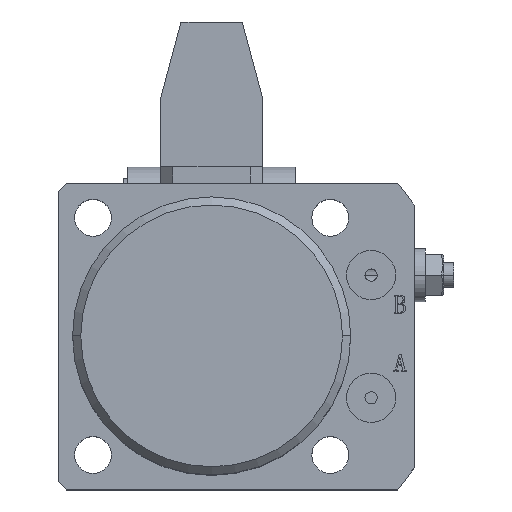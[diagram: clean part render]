
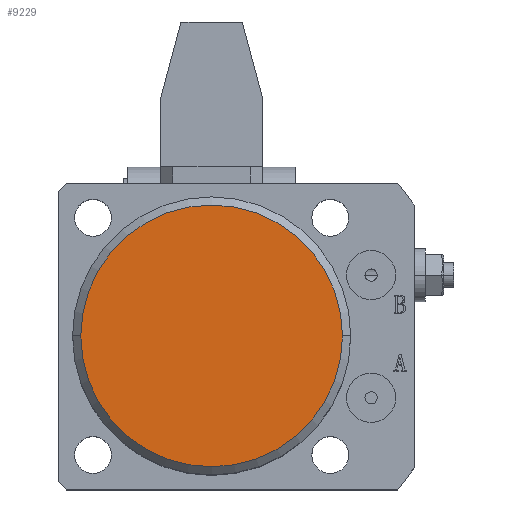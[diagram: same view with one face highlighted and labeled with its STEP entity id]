
A CAD part, top view. The second image highlights one B-rep face of the part: STEP entity #9229.
In plain terms, the highlighted planar face has unit normal (0, 0, 1).
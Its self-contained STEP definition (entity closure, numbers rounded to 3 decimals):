
#249 = DIRECTION ( 'NONE',  ( 1., 0., 0. ) ) ;
#257 = DIRECTION ( 'NONE',  ( 0., 0., 1. ) ) ;
#263 = CARTESIAN_POINT ( 'NONE',  ( 0., 0., 100. ) ) ;
#871 = DIRECTION ( 'NONE',  ( 1., 0., 0. ) ) ;
#872 = DIRECTION ( 'NONE',  ( 0., 0., 1. ) ) ;
#873 = CARTESIAN_POINT ( 'NONE',  ( 0., 0., 100. ) ) ;
#1181 = ORIENTED_EDGE ( 'NONE', *, *, #5972, .T. ) ;
#1633 = CARTESIAN_POINT ( 'NONE',  ( 32., 0., 100. ) ) ;
#2007 = CARTESIAN_POINT ( 'NONE',  ( -32., 0., 100. ) ) ;
#2835 = VERTEX_POINT ( 'NONE', #1633 ) ;
#2837 = VERTEX_POINT ( 'NONE', #2007 ) ;
#3341 = DIRECTION ( 'NONE',  ( 1., 0., 0. ) ) ;
#3342 = DIRECTION ( 'NONE',  ( 0., 0., 1. ) ) ;
#3345 = PLANE ( 'NONE',  #6487 ) ;
#3347 = CARTESIAN_POINT ( 'NONE',  ( 0., 0., 100. ) ) ;
#3954 = FACE_OUTER_BOUND ( 'NONE', #4944, .T. ) ;
#4944 = EDGE_LOOP ( 'NONE', ( #7917, #1181 ) ) ;
#5917 = EDGE_CURVE ( 'NONE', #2837, #2835, #7128, .T. ) ;
#5972 = EDGE_CURVE ( 'NONE', #2835, #2837, #7210, .T. ) ;
#6255 = AXIS2_PLACEMENT_3D ( 'NONE', #873, #872, #871 ) ;
#6276 = AXIS2_PLACEMENT_3D ( 'NONE', #263, #257, #249 ) ;
#6487 = AXIS2_PLACEMENT_3D ( 'NONE', #3347, #3342, #3341 ) ;
#7128 = CIRCLE ( 'NONE', #6255, 32. ) ;
#7210 = CIRCLE ( 'NONE', #6276, 32. ) ;
#7917 = ORIENTED_EDGE ( 'NONE', *, *, #5917, .T. ) ;
#9229 = ADVANCED_FACE ( 'NONE', ( #3954 ), #3345, .T. ) ;
